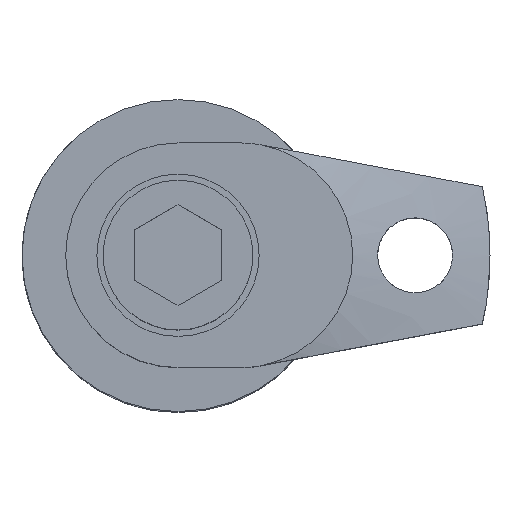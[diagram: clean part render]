
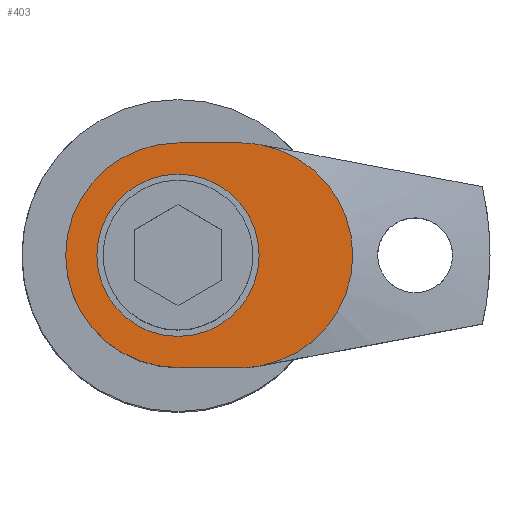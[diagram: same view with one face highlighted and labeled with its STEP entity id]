
A CAD part, top view. The second image highlights one B-rep face of the part: STEP entity #403.
In plain terms, the highlighted planar face has unit normal (0, 0, 1).
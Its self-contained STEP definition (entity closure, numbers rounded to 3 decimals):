
#2 = EDGE_CURVE ( 'NONE', #445, #54, #2272, .T. ) ;
#3 = LINE ( 'NONE', #1584, #897 ) ;
#12 = DIRECTION ( 'NONE',  ( 1., 0., 0. ) ) ;
#14 = CARTESIAN_POINT ( 'NONE',  ( -13., 0., 60. ) ) ;
#16 = DIRECTION ( 'NONE',  ( 0., 0., 1. ) ) ;
#18 = CARTESIAN_POINT ( 'NONE',  ( 10., 18., 60. ) ) ;
#54 = VERTEX_POINT ( 'NONE', #2044 ) ;
#209 = AXIS2_PLACEMENT_3D ( 'NONE', #1171, #327, #901 ) ;
#213 = CARTESIAN_POINT ( 'NONE',  ( 10., -18., 60. ) ) ;
#327 = DIRECTION ( 'NONE',  ( 0., 0., 1. ) ) ;
#388 = EDGE_CURVE ( 'NONE', #2005, #1930, #3, .T. ) ;
#403 = ADVANCED_FACE ( 'NONE', ( #1764, #1400 ), #1752, .T. ) ;
#420 = CIRCLE ( 'NONE', #492, 13. ) ;
#439 = ORIENTED_EDGE ( 'NONE', *, *, #1284, .T. ) ;
#445 = VERTEX_POINT ( 'NONE', #2338 ) ;
#492 = AXIS2_PLACEMENT_3D ( 'NONE', #1685, #1181, #12 ) ;
#580 = LINE ( 'NONE', #2291, #696 ) ;
#637 = CARTESIAN_POINT ( 'NONE',  ( 0., -18., 60. ) ) ;
#670 = ORIENTED_EDGE ( 'NONE', *, *, #2091, .F. ) ;
#681 = EDGE_CURVE ( 'NONE', #445, #1418, #2154, .T. ) ;
#686 = EDGE_LOOP ( 'NONE', ( #670, #1365 ) ) ;
#692 = EDGE_CURVE ( 'NONE', #1973, #2416, #420, .T. ) ;
#696 = VECTOR ( 'NONE', #1539, 1000. ) ;
#709 = ORIENTED_EDGE ( 'NONE', *, *, #388, .T. ) ;
#734 = CARTESIAN_POINT ( 'NONE',  ( 13., 0., 60. ) ) ;
#739 = CIRCLE ( 'NONE', #2271, 18. ) ;
#760 = CARTESIAN_POINT ( 'NONE',  ( 0., 0., 60. ) ) ;
#792 = DIRECTION ( 'NONE',  ( 1., 0., 0. ) ) ;
#798 = DIRECTION ( 'NONE',  ( -1., 0., 0. ) ) ;
#895 = EDGE_CURVE ( 'NONE', #1731, #2053, #1067, .T. ) ;
#897 = VECTOR ( 'NONE', #990, 1000. ) ;
#901 = DIRECTION ( 'NONE',  ( 1., 0., 0. ) ) ;
#983 = AXIS2_PLACEMENT_3D ( 'NONE', #1205, #1433, #1048 ) ;
#990 = DIRECTION ( 'NONE',  ( 1., 0., 0. ) ) ;
#1021 = AXIS2_PLACEMENT_3D ( 'NONE', #760, #16, #1176 ) ;
#1041 = CARTESIAN_POINT ( 'NONE',  ( 0., 0., 60. ) ) ;
#1048 = DIRECTION ( 'NONE',  ( 1., 0., 0. ) ) ;
#1063 = AXIS2_PLACEMENT_3D ( 'NONE', #1991, #1551, #792 ) ;
#1067 = CIRCLE ( 'NONE', #983, 18. ) ;
#1082 = DIRECTION ( 'NONE',  ( 1., 0., 0. ) ) ;
#1092 = DIRECTION ( 'NONE',  ( 0., 0., 1. ) ) ;
#1129 = CARTESIAN_POINT ( 'NONE',  ( 10., 0., 60. ) ) ;
#1171 = CARTESIAN_POINT ( 'NONE',  ( 10., 0., 60. ) ) ;
#1176 = DIRECTION ( 'NONE',  ( 1., 0., 0. ) ) ;
#1180 = DIRECTION ( 'NONE',  ( 0., 0., -1. ) ) ;
#1181 = DIRECTION ( 'NONE',  ( 0., 0., 1. ) ) ;
#1197 = EDGE_CURVE ( 'NONE', #1930, #54, #739, .T. ) ;
#1205 = CARTESIAN_POINT ( 'NONE',  ( 0., 0., 60. ) ) ;
#1284 = EDGE_CURVE ( 'NONE', #1418, #1731, #580, .T. ) ;
#1340 = CARTESIAN_POINT ( 'NONE',  ( 0., 18., 60. ) ) ;
#1360 = DIRECTION ( 'NONE',  ( 1., 0., 0. ) ) ;
#1365 = ORIENTED_EDGE ( 'NONE', *, *, #692, .F. ) ;
#1400 = FACE_OUTER_BOUND ( 'NONE', #2379, .T. ) ;
#1418 = VERTEX_POINT ( 'NONE', #18 ) ;
#1433 = DIRECTION ( 'NONE',  ( 0., 0., 1. ) ) ;
#1539 = DIRECTION ( 'NONE',  ( -1., 0., 0. ) ) ;
#1548 = CIRCLE ( 'NONE', #1021, 18. ) ;
#1551 = DIRECTION ( 'NONE',  ( 0., 0., 1. ) ) ;
#1584 = CARTESIAN_POINT ( 'NONE',  ( 0., -18., 60. ) ) ;
#1685 = CARTESIAN_POINT ( 'NONE',  ( 0., 0., 60. ) ) ;
#1707 = DIRECTION ( 'NONE',  ( 0., 0., 1. ) ) ;
#1710 = ORIENTED_EDGE ( 'NONE', *, *, #2487, .T. ) ;
#1731 = VERTEX_POINT ( 'NONE', #1340 ) ;
#1752 = PLANE ( 'NONE',  #1063 ) ;
#1764 = FACE_BOUND ( 'NONE', #686, .T. ) ;
#1896 = ORIENTED_EDGE ( 'NONE', *, *, #2, .F. ) ;
#1930 = VERTEX_POINT ( 'NONE', #213 ) ;
#1973 = VERTEX_POINT ( 'NONE', #14 ) ;
#1989 = AXIS2_PLACEMENT_3D ( 'NONE', #1041, #1092, #1082 ) ;
#1991 = CARTESIAN_POINT ( 'NONE',  ( 0., 0., 60. ) ) ;
#2005 = VERTEX_POINT ( 'NONE', #637 ) ;
#2044 = CARTESIAN_POINT ( 'NONE',  ( 13.338, -17.688, 60. ) ) ;
#2053 = VERTEX_POINT ( 'NONE', #2204 ) ;
#2091 = EDGE_CURVE ( 'NONE', #2416, #1973, #2229, .T. ) ;
#2099 = ORIENTED_EDGE ( 'NONE', *, *, #1197, .T. ) ;
#2125 = ORIENTED_EDGE ( 'NONE', *, *, #895, .T. ) ;
#2154 = CIRCLE ( 'NONE', #209, 18. ) ;
#2193 = ORIENTED_EDGE ( 'NONE', *, *, #681, .T. ) ;
#2204 = CARTESIAN_POINT ( 'NONE',  ( -18., 0., 60. ) ) ;
#2229 = CIRCLE ( 'NONE', #1989, 13. ) ;
#2271 = AXIS2_PLACEMENT_3D ( 'NONE', #1129, #1707, #1360 ) ;
#2272 = CIRCLE ( 'NONE', #2347, 18. ) ;
#2291 = CARTESIAN_POINT ( 'NONE',  ( 10., 18., 60. ) ) ;
#2338 = CARTESIAN_POINT ( 'NONE',  ( 13.338, 17.688, 60. ) ) ;
#2347 = AXIS2_PLACEMENT_3D ( 'NONE', #2499, #1180, #798 ) ;
#2379 = EDGE_LOOP ( 'NONE', ( #2099, #1896, #2193, #439, #2125, #1710, #709 ) ) ;
#2416 = VERTEX_POINT ( 'NONE', #734 ) ;
#2487 = EDGE_CURVE ( 'NONE', #2053, #2005, #1548, .T. ) ;
#2499 = CARTESIAN_POINT ( 'NONE',  ( 10., 0., 60. ) ) ;
